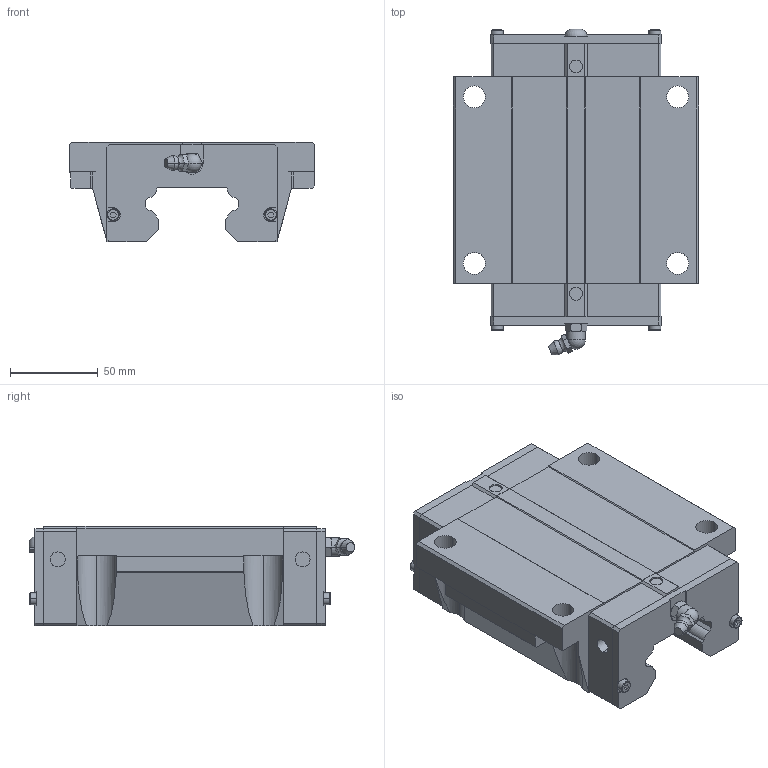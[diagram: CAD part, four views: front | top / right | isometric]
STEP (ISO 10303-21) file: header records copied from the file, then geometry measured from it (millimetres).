
FILE_DESCRIPTION (( 'STEP AP214' ), '1' );
FILE_NAME ('HGW55H.STEP', '2025-10-21T07:29:53', ( '' ), ( '' ), 'SwSTEP 2.0', 'SolidWorks 2024', '' );
FILE_SCHEMA (( 'AUTOMOTIVE_DESIGN' ));
Length unit declared in the file: millimetre
Products named in the file (1): HGW55H
Bounding box: 140 x 185.83 x 57 mm (x, y, z)
Volume: 798455.5 mm3; surface area: 88598.5 mm2
Topology: 1 solids, 6 shells, 584 faces, 1565 edges, 1023 vertices
Faces by surface type: plane 360, bspline 108, cylinder 68, torus 32, cone 14, sphere 2
Entity records: 24089 total; most frequent: CARTESIAN_POINT 10179, ORIENTED_EDGE 3114, DIRECTION 2454, EDGE_CURVE 1557, LINE 1074, VECTOR 1074, VERTEX_POINT 1021, AXIS2_PLACEMENT_3D 690
